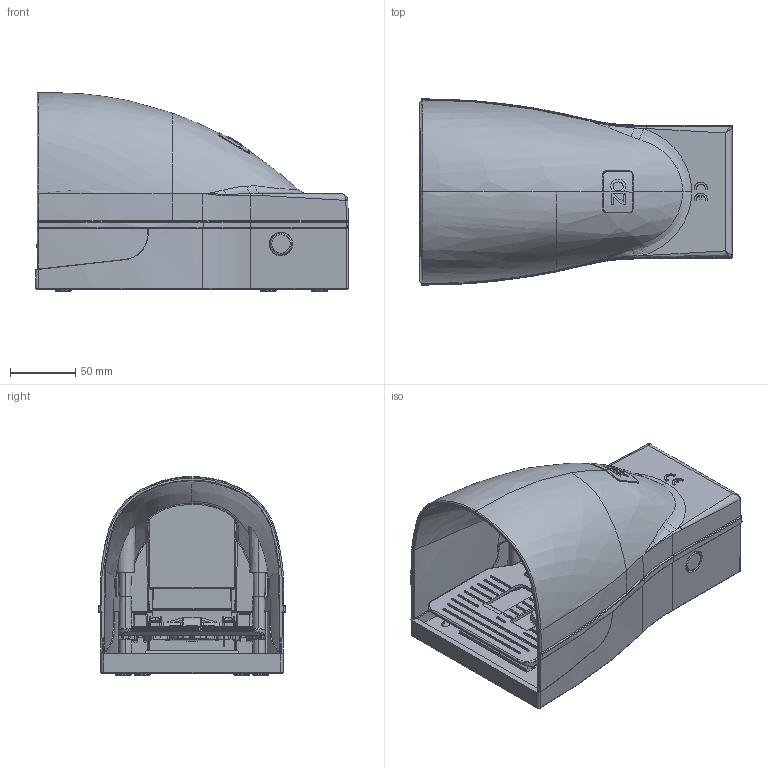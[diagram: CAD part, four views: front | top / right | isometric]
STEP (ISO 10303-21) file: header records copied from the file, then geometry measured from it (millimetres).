
FILE_DESCRIPTION(( 'PED 502 B.STEP' ), '1');
FILE_NAME( 'PED 502 B.STEP', '2019-03-04T12:04:58',( 'Sopra'),('sopra-pneumatic.com'), 'SwSTEP 2.0','SolidWorks 2009','' );
FILE_SCHEMA (( 'AUTOMOTIVE_DESIGN' ));
Length unit declared in the file: millimetre
Products named in the file (1): 1_053_4n
Bounding box: 239 x 142.41 x 151.85 mm (x, y, z)
Surface area: 331527 mm2 (no closed solid volume)
Topology: 0 solids, 4 shells, 4111 faces, 10065 edges, 5824 vertices
Faces by surface type: cylinder 1398, bspline 1253, plane 943, sphere 198, torus 166, cone 153
Entity records: 298446 total; most frequent: CARTESIAN_POINT 189181, ORIENTED_EDGE 19698, DIRECTION 13223, EDGE_CURVE 9855, VERTEX_POINT 5803, AXIS2_PLACEMENT_3D 5066, B_SPLINE_CURVE_WITH_KNOTS 4269, EDGE_LOOP 4214
